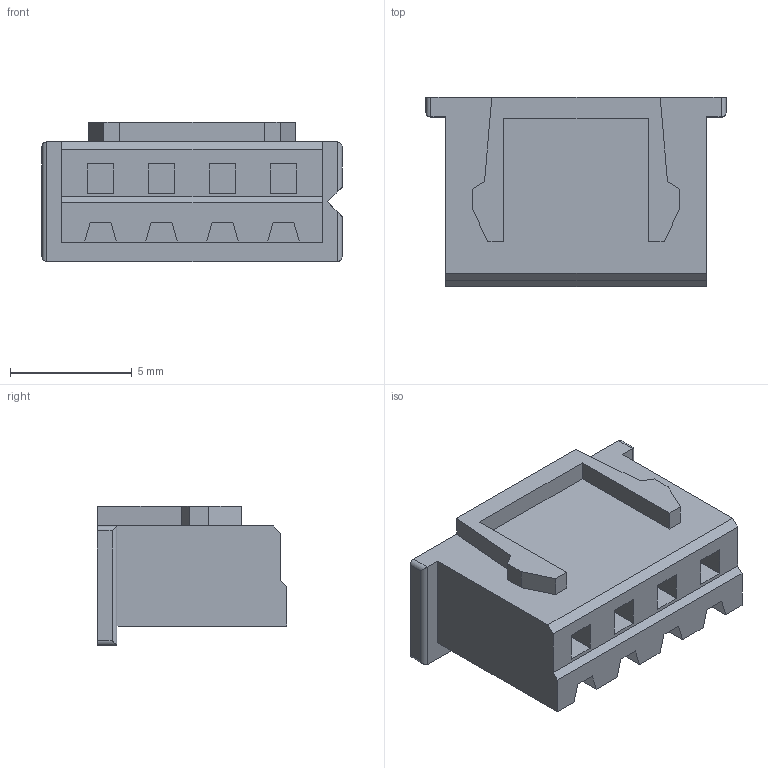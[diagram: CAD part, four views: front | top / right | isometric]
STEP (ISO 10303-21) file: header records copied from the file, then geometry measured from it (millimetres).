
FILE_DESCRIPTION (( 'STEP AP214' ), '1' );
FILE_NAME ('XHP-4.STEP', '2020-02-03T20:56:32', ( '' ), ( '' ), 'SwSTEP 2.0', 'SolidWorks 2017', '' );
FILE_SCHEMA (( 'AUTOMOTIVE_DESIGN' ));
Length unit declared in the file: millimetre
Products named in the file (1): XHP-4
Bounding box: 12.3 x 7.75 x 5.7 mm (x, y, z)
Volume: 341.6 mm3; surface area: 419.1 mm2
Topology: 1 solids, 1 shells, 73 faces, 197 edges, 130 vertices
Faces by surface type: plane 66, cylinder 7
Entity records: 2277 total; most frequent: CARTESIAN_POINT 419, ORIENTED_EDGE 394, DIRECTION 343, EDGE_CURVE 197, LINE 187, VECTOR 187, VERTEX_POINT 130, AXIS2_PLACEMENT_3D 78
